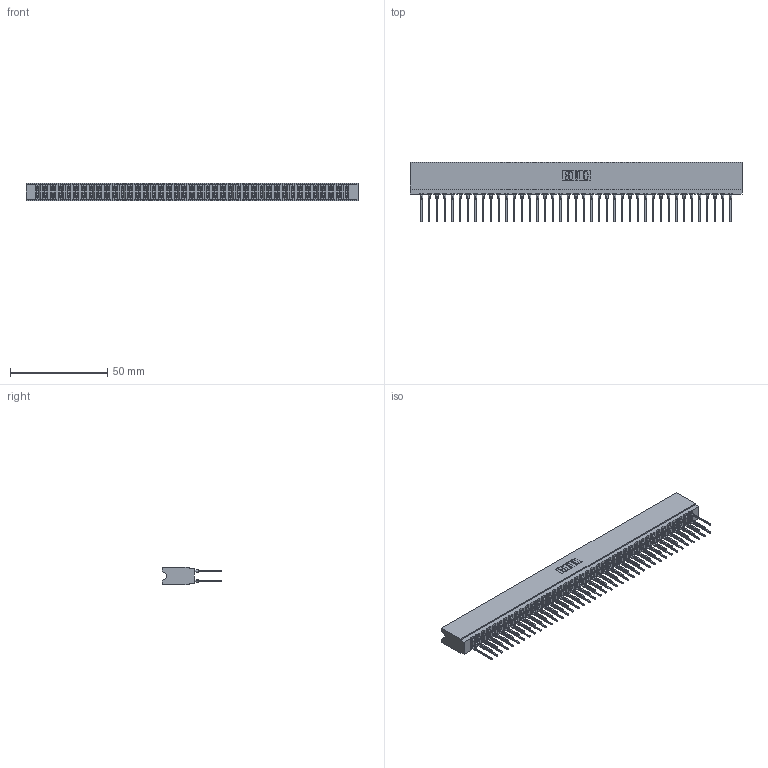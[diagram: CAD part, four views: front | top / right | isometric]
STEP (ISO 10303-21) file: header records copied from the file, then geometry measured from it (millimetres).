
FILE_DESCRIPTION (( 'STEP AP203' ), '1' );
FILE_NAME ('737-082-545-206.STEP', '2026-03-06T02:14:14', ( '' ), ( '' ), 'SwSTEP 2.0', 'SolidWorks 2023', '' );
FILE_SCHEMA (( 'CONFIG_CONTROL_DESIGN' ));
Length unit declared in the file: millimetre
Products named in the file (3): 737 Part_Insulator Option - 06; 745-292-001_545; 737-082-545-206
Assembly tree (83 placements, depth 2):
  737-082-545-206
    737 Part_Insulator Option - 06
    745-292-001_545  x82
Bounding box: 170.33 x 30.62 x 8.89 mm (x, y, z)
Volume: 17048.4 mm3; surface area: 26534.2 mm2
Topology: 83 solids, 83 shells, 7475 faces, 20101 edges, 12634 vertices
Faces by surface type: plane 3868, bspline 1640, cylinder 1475, torus 492
Entity records: 70501 total; most frequent: CARTESIAN_POINT 12742, ORIENTED_EDGE 12176, DIRECTION 10628, EDGE_CURVE 6088, VECTOR 5660, LINE 5660, VERTEX_POINT 3886, AXIS2_PLACEMENT_3D 2484
